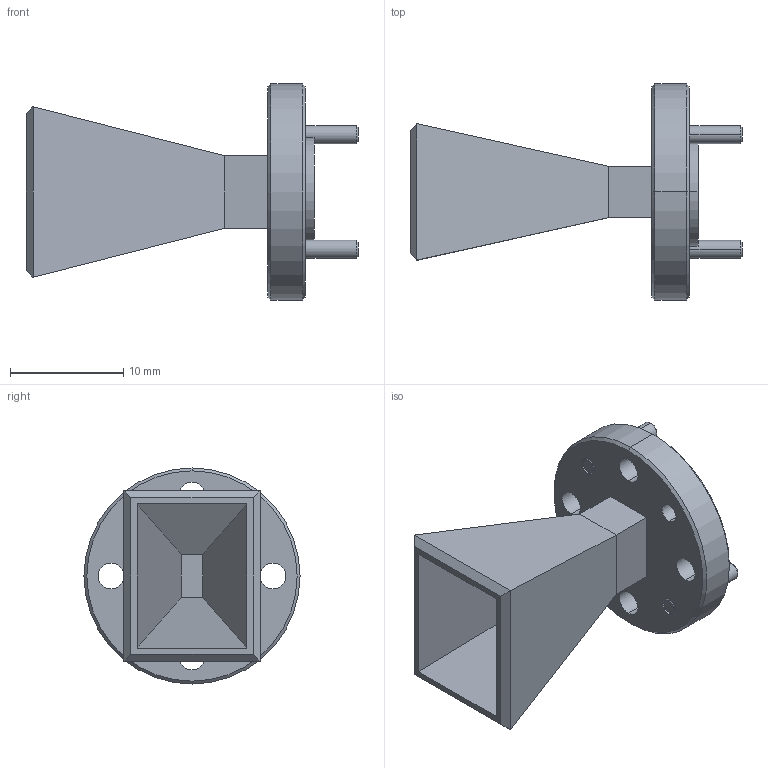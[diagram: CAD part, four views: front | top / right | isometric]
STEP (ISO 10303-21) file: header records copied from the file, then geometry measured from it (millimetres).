
FILE_DESCRIPTION (( 'STEP AP203' ), '1' );
FILE_NAME ('SAR-1725-15-S2.STEP', '2020-03-24T19:03:50', ( '' ), ( '' ), 'SwSTEP 2.0', 'SolidWorks 2020', '' );
FILE_SCHEMA (( 'CONFIG_CONTROL_DESIGN' ));
Length unit declared in the file: inch
Products named in the file (3): DMAR-15-804-1,DF; SAR-1725-15-S2; PHW-DPXXXX-Y_PHW-DP0631-W
Assembly tree (3 placements, depth 2):
  SAR-1725-15-S2
    DMAR-15-804-1,DF
    PHW-DPXXXX-Y_PHW-DP0631-W  x2
Bounding box: 29.27 x 19.05 x 19.05 mm (x, y, z)
Volume: 1796.2 mm3; surface area: 2276.3 mm2
Topology: 3 solids, 3 shells, 86 faces, 192 edges, 120 vertices
Faces by surface type: plane 34, cylinder 32, cone 20
Entity records: 2573 total; most frequent: DIRECTION 422, CARTESIAN_POINT 374, ORIENTED_EDGE 356, EDGE_CURVE 178, AXIS2_PLACEMENT_3D 160, VERTEX_POINT 112, EDGE_LOOP 102, LINE 102
